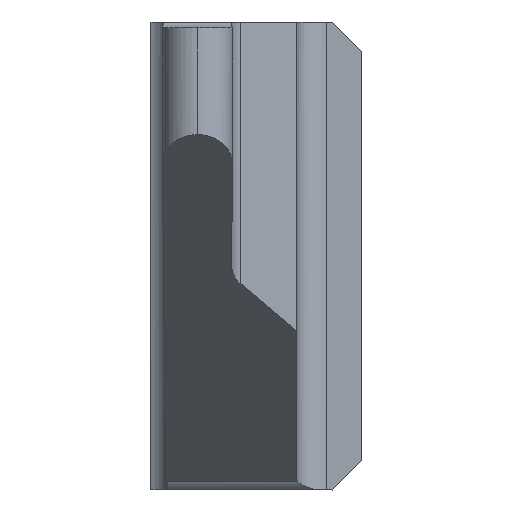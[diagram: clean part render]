
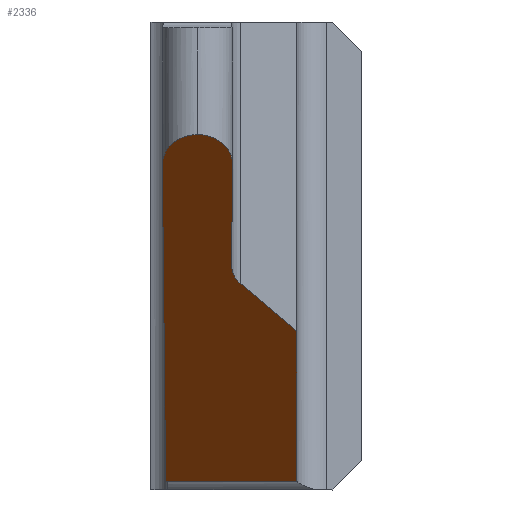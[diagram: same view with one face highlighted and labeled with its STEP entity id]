
A CAD part, front view. The second image highlights one B-rep face of the part: STEP entity #2336.
In plain terms, the highlighted planar face has unit normal (0, -0.643, -0.766).
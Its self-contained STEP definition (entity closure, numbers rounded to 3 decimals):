
#2024=CARTESIAN_POINT('',(0.255,7.062,-7.85));
#2025=VERTEX_POINT('',#2024);
#2036=CARTESIAN_POINT('',(0.199,0.605,-2.432));
#2037=DIRECTION('',(0.007,0.766,-0.643));
#2038=VECTOR('',#2037,8.429);
#2039=LINE('',#2036,#2038);
#2040=CARTESIAN_POINT('',(0.199,0.605,-2.432));
#2041=VERTEX_POINT('',#2040);
#2042=EDGE_CURVE('',#2041,#2025,#2039,.T.);
#2108=CARTESIAN_POINT('',(0.199,0.605,-2.432));
#2109=CARTESIAN_POINT('',(0.196,0.251,-2.135));
#2110=CARTESIAN_POINT('',(0.445,0.,-1.924));
#2111=CARTESIAN_POINT('',(0.799,0.,-1.924));
#2112=(BOUNDED_CURVE()B_SPLINE_CURVE(3,(#2108,#2109,#2110,#2111),.UNSPECIFIED.,.F.,.F.)B_SPLINE_CURVE_WITH_KNOTS((4,4),(0.,1.),.UNSPECIFIED.)CURVE()GEOMETRIC_REPRESENTATION_ITEM()RATIONAL_B_SPLINE_CURVE((1.,0.803,0.803,1.))REPRESENTATION_ITEM('')
);
#2113=CARTESIAN_POINT('',(0.799,0.,-1.924));
#2114=VERTEX_POINT('',#2113);
#2115=EDGE_CURVE('',#2041,#2114,#2112,.T.);
#2181=CARTESIAN_POINT('',(0.8,0.,-1.924));
#2182=CARTESIAN_POINT('',(1.154,0.,-1.924));
#2183=CARTESIAN_POINT('',(1.403,0.251,-2.135));
#2184=CARTESIAN_POINT('',(1.4,0.605,-2.432));
#2185=(BOUNDED_CURVE()B_SPLINE_CURVE(3,(#2181,#2182,#2183,#2184),.UNSPECIFIED.,.F.,.F.)B_SPLINE_CURVE_WITH_KNOTS((4,4),(0.,1.),.UNSPECIFIED.)CURVE()GEOMETRIC_REPRESENTATION_ITEM()RATIONAL_B_SPLINE_CURVE((1.,0.803,0.803,1.))REPRESENTATION_ITEM('')
);
#2186=CARTESIAN_POINT('',(1.4,0.605,-2.432));
#2187=VERTEX_POINT('',#2186);
#2188=EDGE_CURVE('',#2114,#2187,#2185,.T.);
#2223=CARTESIAN_POINT('',(0.85,3.217,-4.624));
#2224=DIRECTION('',(0.,0.643,0.766));
#2225=DIRECTION('',(0.,-0.492,0.413));
#2226=AXIS2_PLACEMENT_3D('',#2223,#2224,#2225);
#2227=PLANE('',#2226);
#2228=CARTESIAN_POINT('',(0.255,7.062,-7.85));
#2229=DIRECTION('',(1.,0.,0.));
#2230=VECTOR('',#2229,2.245);
#2231=LINE('',#2228,#2230);
#2232=CARTESIAN_POINT('',(2.5,7.062,-7.85));
#2233=VERTEX_POINT('',#2232);
#2234=EDGE_CURVE('',#2025,#2233,#2231,.T.);
#2235=ORIENTED_EDGE('Edge 325',*,*,#2234,.T.);
#2244=ORIENTED_EDGE('Edge 1217',*,*,#2042,.T.);
#2253=ORIENTED_EDGE('Edge 335',*,*,#2115,.F.);
#2262=ORIENTED_EDGE('Edge 345',*,*,#2188,.F.);
#2271=CARTESIAN_POINT('',(1.382,2.67,-4.165));
#2272=DIRECTION('',(0.007,-0.766,0.643));
#2273=VECTOR('',#2272,2.696);
#2274=LINE('',#2271,#2273);
#2275=CARTESIAN_POINT('',(1.382,2.67,-4.165));
#2276=VERTEX_POINT('',#2275);
#2277=EDGE_CURVE('',#2276,#2187,#2274,.T.);
#2278=ORIENTED_EDGE('Edge 350',*,*,#2277,.T.);
#2287=CARTESIAN_POINT('',(1.382,2.67,-4.165));
#2288=CARTESIAN_POINT('',(1.381,2.806,-4.279));
#2289=CARTESIAN_POINT('',(1.432,2.932,-4.385));
#2290=CARTESIAN_POINT('',(1.528,3.028,-4.465));
#2291=(BOUNDED_CURVE()B_SPLINE_CURVE(3,(#2287,#2288,#2289,#2290),.UNSPECIFIED.,.F.,.F.)B_SPLINE_CURVE_WITH_KNOTS((4,4),(0.,1.),.UNSPECIFIED.)CURVE()GEOMETRIC_REPRESENTATION_ITEM()RATIONAL_B_SPLINE_CURVE((1.,0.948,0.948,1.))REPRESENTATION_ITEM('')
);
#2292=CARTESIAN_POINT('',(1.528,3.028,-4.465));
#2293=VERTEX_POINT('',#2292);
#2294=EDGE_CURVE('',#2276,#2293,#2291,.T.);
#2295=ORIENTED_EDGE('Edge 355',*,*,#2294,.F.);
#2304=CARTESIAN_POINT('',(2.5,4.,-5.281));
#2305=DIRECTION('',(-0.608,-0.608,0.51));
#2306=VECTOR('',#2305,1.598);
#2307=LINE('',#2304,#2306);
#2308=CARTESIAN_POINT('',(2.5,4.,-5.281));
#2309=VERTEX_POINT('',#2308);
#2310=EDGE_CURVE('',#2309,#2293,#2307,.T.);
#2311=ORIENTED_EDGE('Edge 360',*,*,#2310,.T.);
#2320=CARTESIAN_POINT('',(2.5,7.062,-7.85));
#2321=DIRECTION('',(0.,-0.766,0.643));
#2322=VECTOR('',#2321,3.997);
#2323=LINE('',#2320,#2322);
#2324=EDGE_CURVE('',#2233,#2309,#2323,.T.);
#2325=ORIENTED_EDGE('Edge 365',*,*,#2324,.T.);
#2334=EDGE_LOOP('',(#2325,#2311,#2295,#2278,#2262,#2253,#2244,#2235));
#2335=FACE_OUTER_BOUND('Loop 366',#2334,.T.);
#2336=ADVANCED_FACE('Face 367',(#2335),#2227,.F.);
